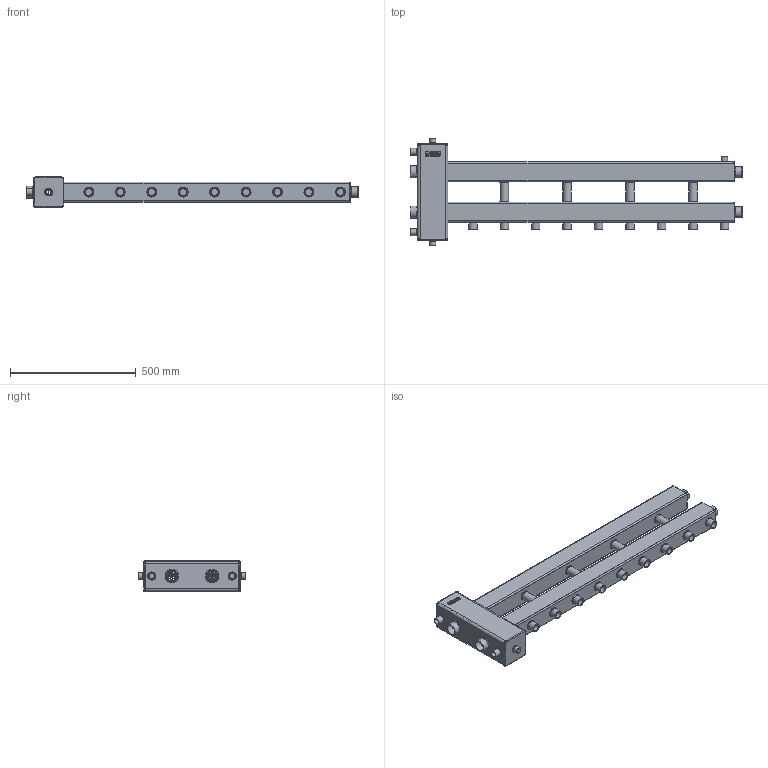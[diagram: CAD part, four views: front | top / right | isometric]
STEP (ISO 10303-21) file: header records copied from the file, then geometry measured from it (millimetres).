
FILE_DESCRIPTION(('STEP AP203'), '1');
FILE_NAME('BM-150-5D.10', '', ('UNSPECIFIED'), ('UNSPECIFIED'), 'ASCON STEP Converter 1.6', 'ASCON Math Kernel', '');
FILE_SCHEMA(('CONFIG_CONTROL_DESIGN'));
Length unit declared in the file: millimetre
Bounding box: 1320 x 425 x 120.55 mm (x, y, z)
Volume: 3221802.9 mm3; surface area: 2026466.3 mm2
Topology: 1 solids, 1 shells, 823 faces, 2200 edges, 1444 vertices
Faces by surface type: cylinder 336, plane 213, bspline 187, cone 61, torus 26
Full cylindrical faces by diameter (mm): 7.5 x210, 18.632 x3, 22 x2, 24 x2, 25 x5, 26.8 x2, 27.5 x9, 30 x9, 33.5 x17, 34 x8, 36.3 x2, 40 x2, 42 x2, 42.3 x2, 46 x2, 48 x2, 72 x2
Entity records: 37739 total; most frequent: CARTESIAN_POINT 12018, ORIENTED_EDGE 3664, DIRECTION 3286, EDGE_CURVE 1832, EDGE_LOOP 1732, VERTEX_POINT 1444, AXIS2_PLACEMENT_3D 1365, FACE_BOUND 1034
